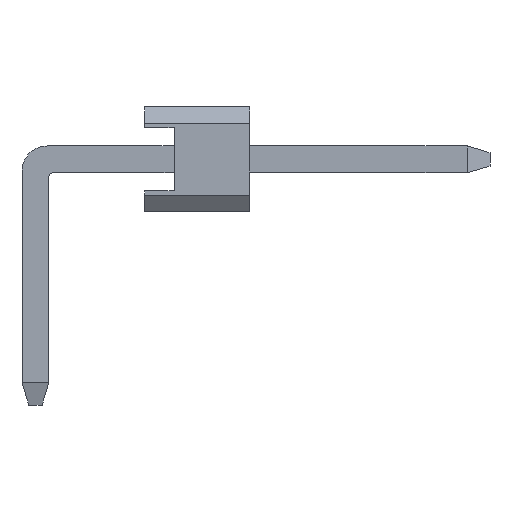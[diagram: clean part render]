
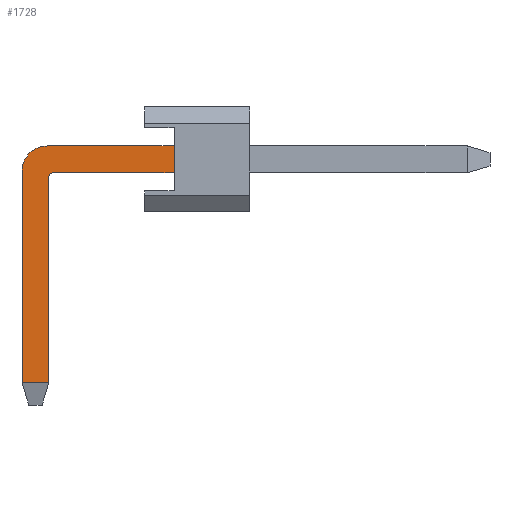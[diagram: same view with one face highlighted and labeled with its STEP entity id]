
A CAD part, left-side view. The second image highlights one B-rep face of the part: STEP entity #1728.
In plain terms, the highlighted planar face has unit normal (-1, 0, 0).
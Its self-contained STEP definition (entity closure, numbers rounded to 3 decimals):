
#806=EDGE_CURVE('',#1156,#844,#2242,.T.);
#844=VERTEX_POINT('',#2285);
#1020=EDGE_CURVE('',#1494,#1920,#2476,.T.);
#1156=VERTEX_POINT('',#2621);
#1160=EDGE_CURVE('',#1658,#1494,#2625,.T.);
#1240=VERTEX_POINT('',#2712);
#1272=EDGE_CURVE('',#1240,#1658,#2747,.T.);
#1294=EDGE_CURVE('',#844,#1686,#2771,.T.);
#1300=EDGE_CURVE('',#1240,#1598,#2777,.T.);
#1346=EDGE_CURVE('',#1598,#1156,#2826,.T.);
#1386=EDGE_CURVE('',#1974,#1686,#2868,.T.);
#1494=VERTEX_POINT('',#2994);
#1574=VERTEX_POINT('',#3079);
#1598=VERTEX_POINT('',#3105);
#1644=EDGE_CURVE('',#1574,#1974,#3158,.T.);
#1658=VERTEX_POINT('',#3173);
#1686=VERTEX_POINT('',#3203);
#1728=ADVANCED_FACE('',(#3251),#3252,.F.);
#1920=VERTEX_POINT('',#3463);
#1974=VERTEX_POINT('',#3526);
#2130=EDGE_CURVE('',#1920,#1574,#3693,.T.);
#2242=LINE('',#3838,#3839);
#2285=CARTESIAN_POINT('',(-4.13,-0.7,-0.32));
#2476=LINE('',#4199,#4200);
#2621=CARTESIAN_POINT('',(-4.13,-0.7,0.32));
#2625=LINE('',#4425,#4426);
#2712=CARTESIAN_POINT('',(-4.13,2.92,-0.28));
#2747=LINE('',#4583,#4584);
#2771=LINE('',#4617,#4618);
#2777=CIRCLE('',#4627,0.6);
#2826=LINE('',#4701,#4702);
#2868=CIRCLE('',#4767,0.1);
#2994=CARTESIAN_POINT('',(-4.13,2.92,-5.304));
#3079=CARTESIAN_POINT('',(-4.13,2.28,-5.304));
#3105=CARTESIAN_POINT('',(-4.13,2.32,0.32));
#3158=LINE('',#5155,#5156);
#3173=CARTESIAN_POINT('',(-4.13,2.92,-5.304));
#3203=CARTESIAN_POINT('',(-4.13,2.18,-0.32));
#3251=FACE_OUTER_BOUND('',#5291,.T.);
#3252=PLANE('',#5292);
#3463=CARTESIAN_POINT('',(-4.13,2.28,-5.304));
#3526=CARTESIAN_POINT('',(-4.13,2.28,-0.42));
#3693=LINE('',#5919,#5920);
#3838=CARTESIAN_POINT('',(-4.13,-0.7,-0.535));
#3839=VECTOR('',#6023,1.0);
#4199=CARTESIAN_POINT('',(-4.13,1.311,-5.304));
#4200=VECTOR('',#6284,1.0);
#4425=CARTESIAN_POINT('',(-4.13,2.92,-5.304));
#4426=VECTOR('',#6405,1.0);
#4583=CARTESIAN_POINT('',(-4.13,2.92,-0.28));
#4584=VECTOR('',#6513,1.0);
#4617=CARTESIAN_POINT('',(-4.13,-7.674,-0.32));
#4618=VECTOR('',#6534,1.0);
#4627=AXIS2_PLACEMENT_3D('',#6536,#6537,#6538);
#4701=CARTESIAN_POINT('',(-4.13,2.32,0.32));
#4702=VECTOR('',#6581,1.0);
#4767=AXIS2_PLACEMENT_3D('',#6609,#6610,#6611);
#5155=CARTESIAN_POINT('',(-4.13,2.28,-5.304));
#5156=VECTOR('',#6952,1.0);
#5291=EDGE_LOOP('',(#7066,#7067,#7068,#7069,#7070,#7071,#7072,#7073,#7074,#7075));
#5292=AXIS2_PLACEMENT_3D('',#7076,#7077,#7078);
#5919=CARTESIAN_POINT('',(-4.13,2.44,-5.85));
#5920=VECTOR('',#7514,1.0);
#6023=DIRECTION('',(0.,0.,-1.0));
#6284=DIRECTION('',(0.,-1.0,0.));
#6405=DIRECTION('',(0.,-0.281,-0.96));
#6513=DIRECTION('',(0.,0.,-1.0));
#6534=DIRECTION('',(0.,1.0,0.));
#6536=CARTESIAN_POINT('',(-4.13,2.32,-0.28));
#6537=DIRECTION('',(1.0,0.,0.));
#6538=DIRECTION('',(0.,0.,1.0));
#6581=DIRECTION('',(0.,-1.0,0.));
#6609=CARTESIAN_POINT('',(-4.13,2.18,-0.42));
#6610=DIRECTION('',(1.0,0.,0.));
#6611=DIRECTION('',(0.,0.,1.0));
#6952=DIRECTION('',(0.,0.,1.0));
#7066=ORIENTED_EDGE('',*,*,#806,.F.);
#7067=ORIENTED_EDGE('',*,*,#1346,.F.);
#7068=ORIENTED_EDGE('',*,*,#1300,.F.);
#7069=ORIENTED_EDGE('',*,*,#1272,.T.);
#7070=ORIENTED_EDGE('',*,*,#1160,.T.);
#7071=ORIENTED_EDGE('',*,*,#1020,.T.);
#7072=ORIENTED_EDGE('',*,*,#2130,.T.);
#7073=ORIENTED_EDGE('',*,*,#1644,.T.);
#7074=ORIENTED_EDGE('',*,*,#1386,.T.);
#7075=ORIENTED_EDGE('',*,*,#1294,.F.);
#7076=CARTESIAN_POINT('',(-4.13,-0.977,-1.07));
#7077=DIRECTION('',(1.0,0.,0.));
#7078=DIRECTION('',(0.,0.,1.0));
#7514=DIRECTION('',(0.,-0.281,0.96));
